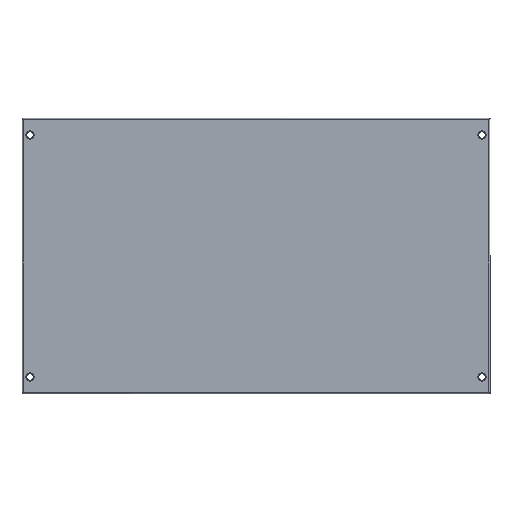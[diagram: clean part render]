
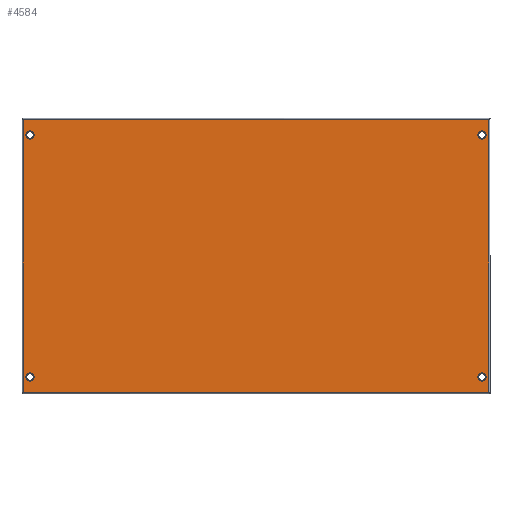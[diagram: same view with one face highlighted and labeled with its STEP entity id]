
A CAD part, top view. The second image highlights one B-rep face of the part: STEP entity #4584.
In plain terms, the highlighted planar face has unit normal (0, 0, 1).
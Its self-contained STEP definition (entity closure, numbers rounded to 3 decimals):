
#64 = ORIENTED_EDGE ( 'NONE', *, *, #4174, .F. ) ;
#105 = DIRECTION ( 'NONE',  ( 1., 0., 0. ) ) ;
#179 = AXIS2_PLACEMENT_3D ( 'NONE', #1314, #2728, #932 ) ;
#183 = AXIS2_PLACEMENT_3D ( 'NONE', #2276, #5215, #2687 ) ;
#215 = EDGE_CURVE ( 'NONE', #2529, #2656, #1758, .T. ) ;
#288 = DIRECTION ( 'NONE',  ( 0., 0., 1. ) ) ;
#347 = CARTESIAN_POINT ( 'NONE',  ( 327., 175., 1.5 ) ) ;
#403 = EDGE_CURVE ( 'NONE', #722, #462, #3173, .T. ) ;
#462 = VERTEX_POINT ( 'NONE', #4480 ) ;
#513 = EDGE_LOOP ( 'NONE', ( #3324, #3936 ) ) ;
#600 = EDGE_CURVE ( 'NONE', #3822, #5305, #3371, .T. ) ;
#615 = AXIS2_PLACEMENT_3D ( 'NONE', #1780, #4700, #2201 ) ;
#616 = DIRECTION ( 'NONE',  ( -1., 0., 0. ) ) ;
#619 = FACE_BOUND ( 'NONE', #2899, .T. ) ;
#722 = VERTEX_POINT ( 'NONE', #3826 ) ;
#781 = DIRECTION ( 'NONE',  ( -1., 0., 0. ) ) ;
#831 = EDGE_LOOP ( 'NONE', ( #5332, #5072 ) ) ;
#929 = CARTESIAN_POINT ( 'NONE',  ( -327., 175., 1.5 ) ) ;
#932 = DIRECTION ( 'NONE',  ( -1., 0., 0. ) ) ;
#994 = CARTESIAN_POINT ( 'NONE',  ( 336.47, 199., 1.5 ) ) ;
#1102 = ORIENTED_EDGE ( 'NONE', *, *, #4894, .T. ) ;
#1121 = ORIENTED_EDGE ( 'NONE', *, *, #1252, .F. ) ;
#1130 = CARTESIAN_POINT ( 'NONE',  ( 327., -175., 1.5 ) ) ;
#1152 = VECTOR ( 'NONE', #616, 1000. ) ;
#1180 = ORIENTED_EDGE ( 'NONE', *, *, #3973, .T. ) ;
#1216 = CARTESIAN_POINT ( 'NONE',  ( -336.47, 196.97, 1.5 ) ) ;
#1252 = EDGE_CURVE ( 'NONE', #2888, #3224, #2251, .T. ) ;
#1279 = VECTOR ( 'NONE', #3478, 1000. ) ;
#1314 = CARTESIAN_POINT ( 'NONE',  ( 327., 175., 1.5 ) ) ;
#1347 = DIRECTION ( 'NONE',  ( 1., 0., 0. ) ) ;
#1348 = ORIENTED_EDGE ( 'NONE', *, *, #4429, .T. ) ;
#1526 = EDGE_CURVE ( 'NONE', #2675, #5012, #3151, .T. ) ;
#1534 = DIRECTION ( 'NONE',  ( 1., 0., 0. ) ) ;
#1546 = DIRECTION ( 'NONE',  ( 1., 0., 0. ) ) ;
#1651 = AXIS2_PLACEMENT_3D ( 'NONE', #929, #3823, #1347 ) ;
#1669 = DIRECTION ( 'NONE',  ( 0., 0., 1. ) ) ;
#1705 = CARTESIAN_POINT ( 'NONE',  ( 338.5, -196.97, 1.5 ) ) ;
#1758 = LINE ( 'NONE', #994, #3972 ) ;
#1780 = CARTESIAN_POINT ( 'NONE',  ( -327., -175., 1.5 ) ) ;
#1795 = CIRCLE ( 'NONE', #183, 6. ) ;
#1943 = CARTESIAN_POINT ( 'NONE',  ( 0., 0., 1.5 ) ) ;
#2165 = CARTESIAN_POINT ( 'NONE',  ( -333., 175., 1.5 ) ) ;
#2193 = CARTESIAN_POINT ( 'NONE',  ( 333., 175., 1.5 ) ) ;
#2201 = DIRECTION ( 'NONE',  ( -1., 0., 0. ) ) ;
#2228 = FACE_OUTER_BOUND ( 'NONE', #5314, .T. ) ;
#2230 = EDGE_CURVE ( 'NONE', #462, #722, #4792, .T. ) ;
#2234 = LINE ( 'NONE', #5187, #1152 ) ;
#2243 = CARTESIAN_POINT ( 'NONE',  ( 333., -175., 1.5 ) ) ;
#2251 = CIRCLE ( 'NONE', #179, 6. ) ;
#2262 = AXIS2_PLACEMENT_3D ( 'NONE', #2762, #288, #3174 ) ;
#2276 = CARTESIAN_POINT ( 'NONE',  ( 327., -175., 1.5 ) ) ;
#2299 = VERTEX_POINT ( 'NONE', #5166 ) ;
#2352 = LINE ( 'NONE', #4328, #1279 ) ;
#2438 = ORIENTED_EDGE ( 'NONE', *, *, #3336, .F. ) ;
#2486 = LINE ( 'NONE', #1705, #3453 ) ;
#2529 = VERTEX_POINT ( 'NONE', #4558 ) ;
#2656 = VERTEX_POINT ( 'NONE', #5075 ) ;
#2670 = FACE_BOUND ( 'NONE', #513, .T. ) ;
#2675 = VERTEX_POINT ( 'NONE', #5092 ) ;
#2687 = DIRECTION ( 'NONE',  ( 1., 0., 0. ) ) ;
#2728 = DIRECTION ( 'NONE',  ( 0., 0., 1. ) ) ;
#2762 = CARTESIAN_POINT ( 'NONE',  ( -327., -175., 1.5 ) ) ;
#2888 = VERTEX_POINT ( 'NONE', #3178 ) ;
#2899 = EDGE_LOOP ( 'NONE', ( #2438, #5227 ) ) ;
#3009 = CIRCLE ( 'NONE', #1651, 6. ) ;
#3151 = CIRCLE ( 'NONE', #3511, 6. ) ;
#3173 = CIRCLE ( 'NONE', #2262, 6. ) ;
#3174 = DIRECTION ( 'NONE',  ( -1., 0., 0. ) ) ;
#3178 = CARTESIAN_POINT ( 'NONE',  ( 321., 175., 1.5 ) ) ;
#3179 = PLANE ( 'NONE',  #5268 ) ;
#3224 = VERTEX_POINT ( 'NONE', #2193 ) ;
#3237 = DIRECTION ( 'NONE',  ( 0., 0., 1. ) ) ;
#3324 = ORIENTED_EDGE ( 'NONE', *, *, #2230, .F. ) ;
#3336 = EDGE_CURVE ( 'NONE', #5012, #2675, #1795, .T. ) ;
#3371 = CIRCLE ( 'NONE', #5359, 6. ) ;
#3453 = VECTOR ( 'NONE', #105, 1000. ) ;
#3478 = DIRECTION ( 'NONE',  ( 0., -1., 0. ) ) ;
#3511 = AXIS2_PLACEMENT_3D ( 'NONE', #1130, #4019, #1534 ) ;
#3525 = CIRCLE ( 'NONE', #3772, 6. ) ;
#3772 = AXIS2_PLACEMENT_3D ( 'NONE', #347, #3237, #781 ) ;
#3785 = FACE_BOUND ( 'NONE', #831, .T. ) ;
#3790 = EDGE_CURVE ( 'NONE', #5305, #3822, #3009, .T. ) ;
#3822 = VERTEX_POINT ( 'NONE', #2165 ) ;
#3823 = DIRECTION ( 'NONE',  ( 0., 0., 1. ) ) ;
#3826 = CARTESIAN_POINT ( 'NONE',  ( -321., -175., 1.5 ) ) ;
#3934 = EDGE_LOOP ( 'NONE', ( #1121, #64 ) ) ;
#3936 = ORIENTED_EDGE ( 'NONE', *, *, #403, .F. ) ;
#3972 = VECTOR ( 'NONE', #5148, 1000. ) ;
#3973 = EDGE_CURVE ( 'NONE', #2656, #4701, #2234, .T. ) ;
#4019 = DIRECTION ( 'NONE',  ( 0., 0., 1. ) ) ;
#4028 = DIRECTION ( 'NONE',  ( 0., 0., 1. ) ) ;
#4158 = CARTESIAN_POINT ( 'NONE',  ( -327., 175., 1.5 ) ) ;
#4174 = EDGE_CURVE ( 'NONE', #3224, #2888, #3525, .T. ) ;
#4328 = CARTESIAN_POINT ( 'NONE',  ( -336.47, -199., 1.5 ) ) ;
#4429 = EDGE_CURVE ( 'NONE', #4701, #2299, #2352, .T. ) ;
#4471 = CARTESIAN_POINT ( 'NONE',  ( -321., 175., 1.5 ) ) ;
#4480 = CARTESIAN_POINT ( 'NONE',  ( -333., -175., 1.5 ) ) ;
#4558 = CARTESIAN_POINT ( 'NONE',  ( 336.47, -196.97, 1.5 ) ) ;
#4584 = ADVANCED_FACE ( 'NONE', ( #619, #3785, #2228, #4912, #2670 ), #3179, .T. ) ;
#4585 = DIRECTION ( 'NONE',  ( 1., 0., 0. ) ) ;
#4700 = DIRECTION ( 'NONE',  ( 0., 0., 1. ) ) ;
#4701 = VERTEX_POINT ( 'NONE', #1216 ) ;
#4721 = ORIENTED_EDGE ( 'NONE', *, *, #215, .T. ) ;
#4792 = CIRCLE ( 'NONE', #615, 6. ) ;
#4894 = EDGE_CURVE ( 'NONE', #2299, #2529, #2486, .T. ) ;
#4912 = FACE_BOUND ( 'NONE', #3934, .T. ) ;
#5012 = VERTEX_POINT ( 'NONE', #2243 ) ;
#5072 = ORIENTED_EDGE ( 'NONE', *, *, #600, .F. ) ;
#5075 = CARTESIAN_POINT ( 'NONE',  ( 336.47, 196.97, 1.5 ) ) ;
#5092 = CARTESIAN_POINT ( 'NONE',  ( 321., -175., 1.5 ) ) ;
#5148 = DIRECTION ( 'NONE',  ( 0., 1., 0. ) ) ;
#5166 = CARTESIAN_POINT ( 'NONE',  ( -336.47, -196.97, 1.5 ) ) ;
#5187 = CARTESIAN_POINT ( 'NONE',  ( -338.5, 196.97, 1.5 ) ) ;
#5215 = DIRECTION ( 'NONE',  ( 0., 0., 1. ) ) ;
#5227 = ORIENTED_EDGE ( 'NONE', *, *, #1526, .F. ) ;
#5268 = AXIS2_PLACEMENT_3D ( 'NONE', #1943, #4028, #1546 ) ;
#5305 = VERTEX_POINT ( 'NONE', #4471 ) ;
#5314 = EDGE_LOOP ( 'NONE', ( #1180, #1348, #1102, #4721 ) ) ;
#5332 = ORIENTED_EDGE ( 'NONE', *, *, #3790, .F. ) ;
#5359 = AXIS2_PLACEMENT_3D ( 'NONE', #4158, #1669, #4585 ) ;
